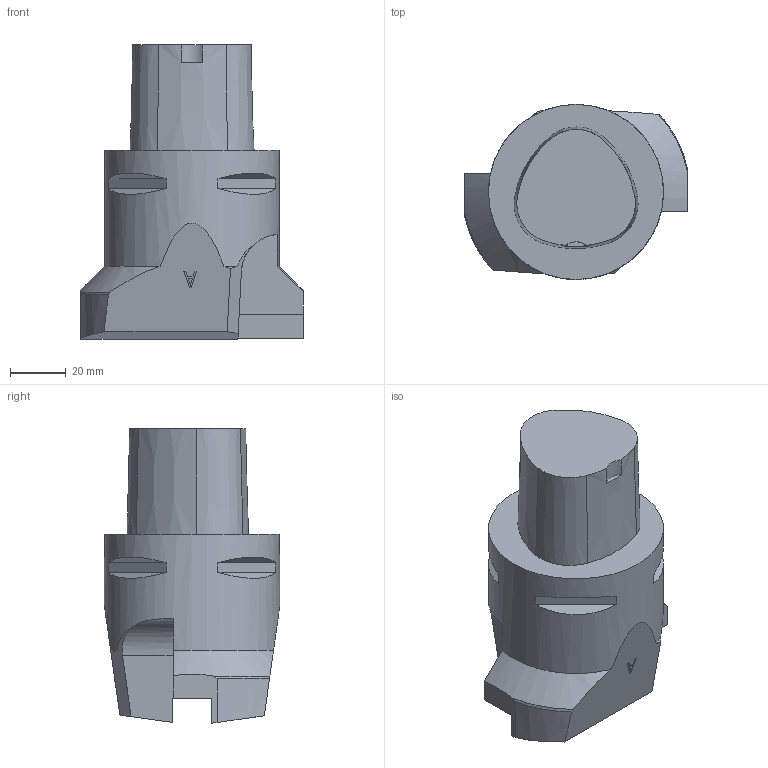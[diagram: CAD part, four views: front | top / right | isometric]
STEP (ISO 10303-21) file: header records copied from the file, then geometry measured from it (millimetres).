
FILE_DESCRIPTION(/* description */ (''),/* implementation_level */ '2;1');
FILE_NAME(/* name */ '1548842229631.stp',/* time_stamp */ '2019-01-30T10:57:28+01:00',/* author */ (''),/* organization */ ('SMS'),/* preprocessor_version */ 'ST-DEVELOPER v15',/* originating_system */ 'SIEMENS PLM Software NX 8.5',/* authorisation */ '');
FILE_SCHEMA (('AUTOMOTIVE_DESIGN { 1 0 10303 214 3 1 1 1 }'));
Length unit declared in the file: millimetre
Products named in the file (1): 200954425mod000_01
Bounding box: 80 x 63 x 106 mm (x, y, z)
Volume: 250856.3 mm3; surface area: 26857.3 mm2
Topology: 1 solids, 1 shells, 75 faces, 189 edges, 130 vertices
Faces by surface type: plane 49, cone 12, extrusion 8, cylinder 6
Full cylindrical faces by diameter (mm): 63 x1
Entity records: 2550 total; most frequent: CARTESIAN_POINT 754, ORIENTED_EDGE 374, DIRECTION 322, EDGE_CURVE 187, VERTEX_POINT 125, AXIS2_PLACEMENT_3D 117, VECTOR 88, EDGE_LOOP 86
